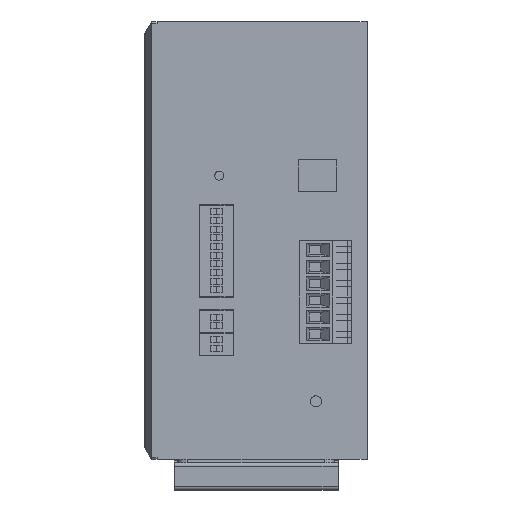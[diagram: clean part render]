
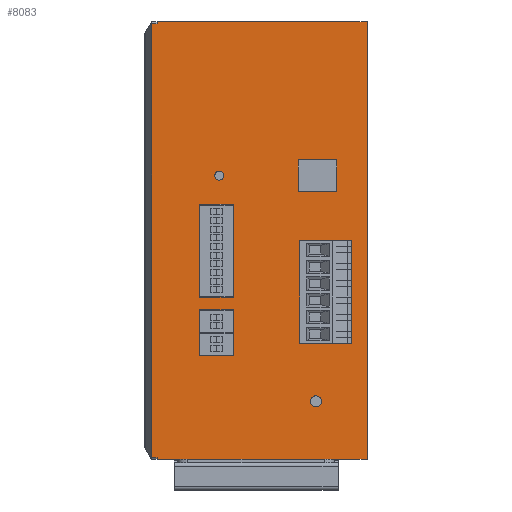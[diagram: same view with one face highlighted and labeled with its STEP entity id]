
A CAD part, left-side view. The second image highlights one B-rep face of the part: STEP entity #8083.
In plain terms, the highlighted face is planar.
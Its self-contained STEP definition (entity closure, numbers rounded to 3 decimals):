
#269=DIRECTION('',(0.,1.,0.));
#270=VECTOR('',#269,1.622);
#271=CARTESIAN_POINT('',(-63.5,0.,-68.5));
#272=LINE('',#271,#270);
#281=DIRECTION('',(-1.,0.,0.));
#282=VECTOR('',#281,0.5);
#283=CARTESIAN_POINT('',(-63.5,0.,-68.5));
#284=LINE('',#283,#282);
#285=DIRECTION('',(-1.,0.,0.));
#286=VECTOR('',#285,0.5);
#287=CARTESIAN_POINT('',(64.,0.,-68.5));
#288=LINE('',#287,#286);
#309=DIRECTION('',(0.,-1.,0.));
#310=VECTOR('',#309,61.472);
#311=CARTESIAN_POINT('',(-64.,0.,-68.5));
#312=LINE('',#311,#310);
#1547=CARTESIAN_POINT('',(-63.5,1.622,-68.5));
#1549=DIRECTION('',(1.,0.,0.));
#1550=VECTOR('',#1549,127.);
#1551=CARTESIAN_POINT('',(-63.5,1.622,-68.5));
#1552=LINE('',#1551,#1550);
#1562=DIRECTION('',(0.,-1.,0.));
#1563=VECTOR('',#1562,61.472);
#1564=CARTESIAN_POINT('',(64.,0.,-68.5));
#1565=LINE('',#1564,#1563);
#1566=CARTESIAN_POINT('',(47.033,-46.5,-68.5));
#1567=DIRECTION('',(0.,0.,-1.));
#1568=DIRECTION('',(-1.,0.,0.));
#1569=AXIS2_PLACEMENT_3D('',#1566,#1567,#1568);
#1571=CARTESIAN_POINT('',(47.033,-46.5,-68.5));
#1572=DIRECTION('',(0.,0.,-1.));
#1573=DIRECTION('',(1.,0.,0.));
#1574=AXIS2_PLACEMENT_3D('',#1571,#1572,#1573);
#1576=CARTESIAN_POINT('',(-19.001,-18.2,-68.5));
#1577=DIRECTION('',(0.,0.,-1.));
#1578=DIRECTION('',(-1.,0.,0.));
#1579=AXIS2_PLACEMENT_3D('',#1576,#1577,#1578);
#1581=CARTESIAN_POINT('',(-19.001,-18.2,-68.5));
#1582=DIRECTION('',(0.,0.,-1.));
#1583=DIRECTION('',(1.,0.,0.));
#1584=AXIS2_PLACEMENT_3D('',#1581,#1582,#1583);
#1586=DIRECTION('',(0.,-1.,0.));
#1587=VECTOR('',#1586,9.95);
#1588=CARTESIAN_POINT('',(33.74,-12.4,-68.5));
#1589=LINE('',#1588,#1587);
#1590=DIRECTION('',(-1.,0.,0.));
#1591=VECTOR('',#1590,13.48);
#1592=CARTESIAN_POINT('',(33.74,-22.35,-68.5));
#1593=LINE('',#1592,#1591);
#1594=DIRECTION('',(0.,1.,0.));
#1595=VECTOR('',#1594,9.95);
#1596=CARTESIAN_POINT('',(20.26,-22.35,-68.5));
#1597=LINE('',#1596,#1595);
#1598=DIRECTION('',(1.,0.,0.));
#1599=VECTOR('',#1598,13.48);
#1600=CARTESIAN_POINT('',(20.26,-12.4,-68.5));
#1601=LINE('',#1600,#1599);
#1602=DIRECTION('',(0.,-1.,0.));
#1603=VECTOR('',#1602,9.95);
#1604=CARTESIAN_POINT('',(16.573,-12.4,-68.5));
#1605=LINE('',#1604,#1603);
#1606=DIRECTION('',(-1.,0.,0.));
#1607=VECTOR('',#1606,27.15);
#1608=CARTESIAN_POINT('',(16.573,-22.35,-68.5));
#1609=LINE('',#1608,#1607);
#1610=DIRECTION('',(0.,1.,0.));
#1611=VECTOR('',#1610,9.95);
#1612=CARTESIAN_POINT('',(-10.577,-22.35,-68.5));
#1613=LINE('',#1612,#1611);
#1614=DIRECTION('',(1.,0.,0.));
#1615=VECTOR('',#1614,27.15);
#1616=CARTESIAN_POINT('',(-10.577,-12.4,-68.5));
#1617=LINE('',#1616,#1615);
#1618=DIRECTION('',(0.,-1.,0.));
#1619=VECTOR('',#1618,11.2);
#1620=CARTESIAN_POINT('',(-14.351,-41.35,-68.5));
#1621=LINE('',#1620,#1619);
#1622=DIRECTION('',(-1.,0.,0.));
#1623=VECTOR('',#1622,9.3);
#1624=CARTESIAN_POINT('',(-14.351,-52.55,-68.5));
#1625=LINE('',#1624,#1623);
#1626=DIRECTION('',(0.,1.,0.));
#1627=VECTOR('',#1626,11.2);
#1628=CARTESIAN_POINT('',(-23.651,-52.55,-68.5));
#1629=LINE('',#1628,#1627);
#1630=DIRECTION('',(1.,0.,0.));
#1631=VECTOR('',#1630,9.3);
#1632=CARTESIAN_POINT('',(-23.651,-41.35,-68.5));
#1633=LINE('',#1632,#1631);
#1638=DIRECTION('',(-1.,0.,0.));
#1639=VECTOR('',#1638,128.);
#1640=CARTESIAN_POINT('',(64.,-61.472,-68.5));
#1641=LINE('',#1640,#1639);
#1663=DIRECTION('',(0.,-1.,0.));
#1664=VECTOR('',#1663,1.622);
#1665=CARTESIAN_POINT('',(63.5,1.622,-68.5));
#1666=LINE('',#1665,#1664);
#5945=VERTEX_POINT('',#1547);
#5947=CARTESIAN_POINT('',(63.5,1.622,-68.5));
#5948=VERTEX_POINT('',#5947);
#6965=CARTESIAN_POINT('',(64.,-61.472,-68.5));
#6967=VERTEX_POINT('',#6965);
#6968=CARTESIAN_POINT('',(-64.,-61.472,-68.5));
#6969=VERTEX_POINT('',#6968);
#6974=CARTESIAN_POINT('',(64.,0.,-68.5));
#6975=VERTEX_POINT('',#6974);
#6976=CARTESIAN_POINT('',(-64.,0.,-68.5));
#6977=VERTEX_POINT('',#6976);
#6981=CARTESIAN_POINT('',(-63.5,0.,-68.5));
#6983=VERTEX_POINT('',#6981);
#6984=CARTESIAN_POINT('',(63.5,0.,-68.5));
#6986=VERTEX_POINT('',#6984);
#7036=CARTESIAN_POINT('',(45.433,-46.5,-68.5));
#7037=CARTESIAN_POINT('',(48.633,-46.5,-68.5));
#7038=VERTEX_POINT('',#7036);
#7039=VERTEX_POINT('',#7037);
#7040=CARTESIAN_POINT('',(-20.301,-18.2,-68.5));
#7041=CARTESIAN_POINT('',(-17.701,-18.2,-68.5));
#7042=VERTEX_POINT('',#7040);
#7043=VERTEX_POINT('',#7041);
#7044=CARTESIAN_POINT('',(33.74,-12.4,-68.5));
#7045=CARTESIAN_POINT('',(33.74,-22.35,-68.5));
#7046=VERTEX_POINT('',#7044);
#7047=VERTEX_POINT('',#7045);
#7048=CARTESIAN_POINT('',(20.26,-22.35,-68.5));
#7049=VERTEX_POINT('',#7048);
#7050=CARTESIAN_POINT('',(20.26,-12.4,-68.5));
#7051=VERTEX_POINT('',#7050);
#7052=CARTESIAN_POINT('',(16.573,-12.4,-68.5));
#7053=CARTESIAN_POINT('',(16.573,-22.35,-68.5));
#7054=VERTEX_POINT('',#7052);
#7055=VERTEX_POINT('',#7053);
#7056=CARTESIAN_POINT('',(-10.577,-22.35,-68.5));
#7057=VERTEX_POINT('',#7056);
#7058=CARTESIAN_POINT('',(-10.577,-12.4,-68.5));
#7059=VERTEX_POINT('',#7058);
#7068=CARTESIAN_POINT('',(-14.351,-41.35,-68.5));
#7069=CARTESIAN_POINT('',(-14.351,-52.55,-68.5));
#7070=VERTEX_POINT('',#7068);
#7071=VERTEX_POINT('',#7069);
#7072=CARTESIAN_POINT('',(-23.651,-52.55,-68.5));
#7073=VERTEX_POINT('',#7072);
#7074=CARTESIAN_POINT('',(-23.651,-41.35,-68.5));
#7075=VERTEX_POINT('',#7074);
#8023=CARTESIAN_POINT('',(64.,0.,-68.5));
#8024=DIRECTION('',(0.,0.,-1.));
#8025=DIRECTION('',(-1.,0.,0.));
#8026=AXIS2_PLACEMENT_3D('',#8023,#8024,#8025);
#8027=PLANE('',#8026);
#8028=ORIENTED_EDGE('',*,*,#7219,.F.);
#8029=ORIENTED_EDGE('',*,*,#7238,.T.);
#8030=ORIENTED_EDGE('',*,*,#7345,.T.);
#8032=ORIENTED_EDGE('',*,*,#8031,.F.);
#8034=ORIENTED_EDGE('',*,*,#8033,.F.);
#8035=ORIENTED_EDGE('',*,*,#7250,.T.);
#8037=ORIENTED_EDGE('',*,*,#8036,.F.);
#8038=ORIENTED_EDGE('',*,*,#8011,.F.);
#8039=EDGE_LOOP('',(#8028,#8029,#8030,#8032,#8034,#8035,#8037,#8038));
#8040=FACE_OUTER_BOUND('',#8039,.F.);
#8042=ORIENTED_EDGE('',*,*,#8041,.T.);
#8044=ORIENTED_EDGE('',*,*,#8043,.T.);
#8045=EDGE_LOOP('',(#8042,#8044));
#8046=FACE_BOUND('',#8045,.F.);
#8048=ORIENTED_EDGE('',*,*,#8047,.T.);
#8050=ORIENTED_EDGE('',*,*,#8049,.T.);
#8051=EDGE_LOOP('',(#8048,#8050));
#8052=FACE_BOUND('',#8051,.F.);
#8054=ORIENTED_EDGE('',*,*,#8053,.T.);
#8056=ORIENTED_EDGE('',*,*,#8055,.T.);
#8058=ORIENTED_EDGE('',*,*,#8057,.T.);
#8060=ORIENTED_EDGE('',*,*,#8059,.T.);
#8061=EDGE_LOOP('',(#8054,#8056,#8058,#8060));
#8062=FACE_BOUND('',#8061,.F.);
#8064=ORIENTED_EDGE('',*,*,#8063,.T.);
#8066=ORIENTED_EDGE('',*,*,#8065,.T.);
#8068=ORIENTED_EDGE('',*,*,#8067,.T.);
#8070=ORIENTED_EDGE('',*,*,#8069,.T.);
#8071=EDGE_LOOP('',(#8064,#8066,#8068,#8070));
#8072=FACE_BOUND('',#8071,.F.);
#8074=ORIENTED_EDGE('',*,*,#8073,.T.);
#8076=ORIENTED_EDGE('',*,*,#8075,.T.);
#8078=ORIENTED_EDGE('',*,*,#8077,.T.);
#8080=ORIENTED_EDGE('',*,*,#8079,.T.);
#8081=EDGE_LOOP('',(#8074,#8076,#8078,#8080));
#8082=FACE_BOUND('',#8081,.F.);
#1570=CIRCLE('',#1569,1.6);
#1575=CIRCLE('',#1574,1.6);
#1580=CIRCLE('',#1579,1.3);
#1585=CIRCLE('',#1584,1.3);
#7219=EDGE_CURVE('',#6983,#5945,#272,.T.);
#7238=EDGE_CURVE('',#6983,#6977,#284,.T.);
#7250=EDGE_CURVE('',#6975,#6986,#288,.T.);
#7345=EDGE_CURVE('',#6977,#6969,#312,.T.);
#8011=EDGE_CURVE('',#5945,#5948,#1552,.T.);
#8031=EDGE_CURVE('',#6967,#6969,#1641,.T.);
#8033=EDGE_CURVE('',#6975,#6967,#1565,.T.);
#8036=EDGE_CURVE('',#5948,#6986,#1666,.T.);
#8041=EDGE_CURVE('',#7038,#7039,#1570,.T.);
#8043=EDGE_CURVE('',#7039,#7038,#1575,.T.);
#8047=EDGE_CURVE('',#7042,#7043,#1580,.T.);
#8049=EDGE_CURVE('',#7043,#7042,#1585,.T.);
#8053=EDGE_CURVE('',#7046,#7047,#1589,.T.);
#8055=EDGE_CURVE('',#7047,#7049,#1593,.T.);
#8057=EDGE_CURVE('',#7049,#7051,#1597,.T.);
#8059=EDGE_CURVE('',#7051,#7046,#1601,.T.);
#8063=EDGE_CURVE('',#7054,#7055,#1605,.T.);
#8065=EDGE_CURVE('',#7055,#7057,#1609,.T.);
#8067=EDGE_CURVE('',#7057,#7059,#1613,.T.);
#8069=EDGE_CURVE('',#7059,#7054,#1617,.T.);
#8073=EDGE_CURVE('',#7070,#7071,#1621,.T.);
#8075=EDGE_CURVE('',#7071,#7073,#1625,.T.);
#8077=EDGE_CURVE('',#7073,#7075,#1629,.T.);
#8079=EDGE_CURVE('',#7075,#7070,#1633,.T.);
#8083=ADVANCED_FACE('',(#8040,#8046,#8052,#8062,#8072,#8082),#8027,.T.);
